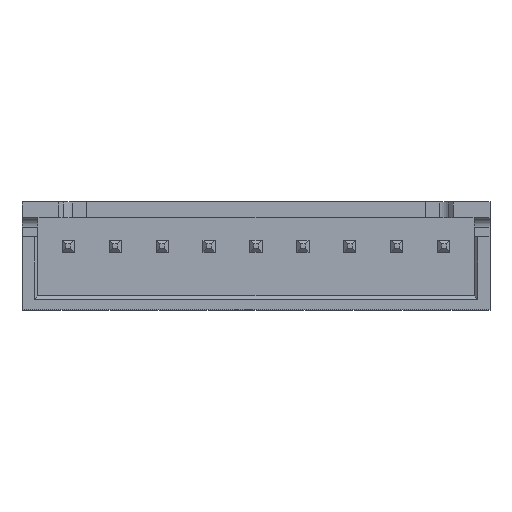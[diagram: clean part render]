
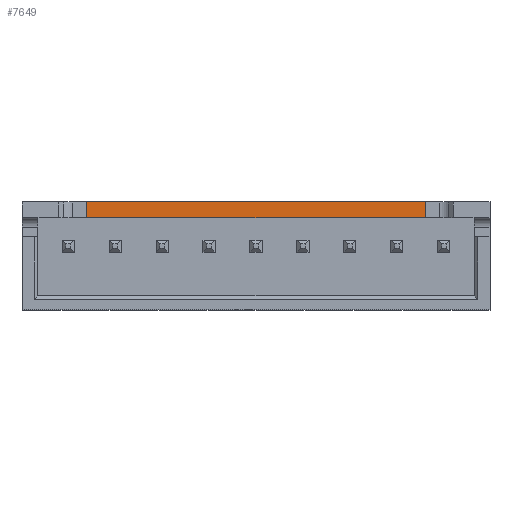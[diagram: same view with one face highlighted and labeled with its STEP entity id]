
A CAD part, top view. The second image highlights one B-rep face of the part: STEP entity #7649.
In plain terms, the highlighted planar face has unit normal (0, 0, 1).
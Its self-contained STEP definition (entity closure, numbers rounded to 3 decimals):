
#525 = PLANE('',#526);
#526 = AXIS2_PLACEMENT_3D('',#527,#528,#529);
#527 = CARTESIAN_POINT('',(22.45,1.5,7.));
#528 = DIRECTION('',(0.,-1.,0.));
#529 = DIRECTION('',(0.,0.,1.));
#579 = PLANE('',#580);
#580 = AXIS2_PLACEMENT_3D('',#581,#582,#583);
#581 = CARTESIAN_POINT('',(22.45,2.35,0.));
#582 = DIRECTION('',(0.,-1.,0.));
#583 = DIRECTION('',(-1.,0.,0.));
#2375 = VERTEX_POINT('',#2376);
#2376 = CARTESIAN_POINT('',(19.,2.35,7.));
#2390 = PLANE('',#2391);
#2391 = AXIS2_PLACEMENT_3D('',#2392,#2393,#2394);
#2392 = CARTESIAN_POINT('',(19.,2.35,7.));
#2393 = DIRECTION('',(1.,0.,0.));
#2394 = DIRECTION('',(0.,0.,-1.));
#2402 = EDGE_CURVE('',#2375,#2403,#2405,.T.);
#2403 = VERTEX_POINT('',#2404);
#2404 = CARTESIAN_POINT('',(1.,2.35,7.));
#2405 = SURFACE_CURVE('',#2406,(#2410,#2417),.PCURVE_S1.);
#2406 = LINE('',#2407,#2408);
#2407 = CARTESIAN_POINT('',(22.45,2.35,7.));
#2408 = VECTOR('',#2409,1.);
#2409 = DIRECTION('',(-1.,0.,0.));
#2410 = PCURVE('',#579,#2411);
#2411 = DEFINITIONAL_REPRESENTATION('',(#2412),#2416);
#2412 = LINE('',#2413,#2414);
#2413 = CARTESIAN_POINT('',(0.,-7.));
#2414 = VECTOR('',#2415,1.);
#2415 = DIRECTION('',(1.,0.));
#2416 = ( GEOMETRIC_REPRESENTATION_CONTEXT(2)
PARAMETRIC_REPRESENTATION_CONTEXT() REPRESENTATION_CONTEXT('2D SPACE',''
) );
#2417 = PCURVE('',#2418,#2423);
#2418 = PLANE('',#2419);
#2419 = AXIS2_PLACEMENT_3D('',#2420,#2421,#2422);
#2420 = CARTESIAN_POINT('',(22.45,2.35,7.));
#2421 = DIRECTION('',(0.,0.,-1.));
#2422 = DIRECTION('',(1.,0.,0.));
#2423 = DEFINITIONAL_REPRESENTATION('',(#2424),#2428);
#2424 = LINE('',#2425,#2426);
#2425 = CARTESIAN_POINT('',(0.,0.));
#2426 = VECTOR('',#2427,1.);
#2427 = DIRECTION('',(-1.,0.));
#2428 = ( GEOMETRIC_REPRESENTATION_CONTEXT(2)
PARAMETRIC_REPRESENTATION_CONTEXT() REPRESENTATION_CONTEXT('2D SPACE',''
) );
#2446 = PLANE('',#2447);
#2447 = AXIS2_PLACEMENT_3D('',#2448,#2449,#2450);
#2448 = CARTESIAN_POINT('',(1.,2.35,7.));
#2449 = DIRECTION('',(1.,0.,0.));
#2450 = DIRECTION('',(0.,0.,-1.));
#3732 = VERTEX_POINT('',#3733);
#3733 = CARTESIAN_POINT('',(19.,1.5,7.));
#3752 = EDGE_CURVE('',#3732,#3753,#3755,.T.);
#3753 = VERTEX_POINT('',#3754);
#3754 = CARTESIAN_POINT('',(1.,1.5,7.));
#3755 = SURFACE_CURVE('',#3756,(#3760,#3767),.PCURVE_S1.);
#3756 = LINE('',#3757,#3758);
#3757 = CARTESIAN_POINT('',(22.45,1.5,7.));
#3758 = VECTOR('',#3759,1.);
#3759 = DIRECTION('',(-1.,0.,0.));
#3760 = PCURVE('',#525,#3761);
#3761 = DEFINITIONAL_REPRESENTATION('',(#3762),#3766);
#3762 = LINE('',#3763,#3764);
#3763 = CARTESIAN_POINT('',(0.,0.));
#3764 = VECTOR('',#3765,1.);
#3765 = DIRECTION('',(0.,1.));
#3766 = ( GEOMETRIC_REPRESENTATION_CONTEXT(2)
PARAMETRIC_REPRESENTATION_CONTEXT() REPRESENTATION_CONTEXT('2D SPACE',''
) );
#3767 = PCURVE('',#2418,#3768);
#3768 = DEFINITIONAL_REPRESENTATION('',(#3769),#3773);
#3769 = LINE('',#3770,#3771);
#3770 = CARTESIAN_POINT('',(0.,0.85));
#3771 = VECTOR('',#3772,1.);
#3772 = DIRECTION('',(-1.,0.));
#3773 = ( GEOMETRIC_REPRESENTATION_CONTEXT(2)
PARAMETRIC_REPRESENTATION_CONTEXT() REPRESENTATION_CONTEXT('2D SPACE',''
) );
#7627 = EDGE_CURVE('',#2403,#3753,#7628,.T.);
#7628 = SURFACE_CURVE('',#7629,(#7633,#7640),.PCURVE_S1.);
#7629 = LINE('',#7630,#7631);
#7630 = CARTESIAN_POINT('',(1.,2.35,7.));
#7631 = VECTOR('',#7632,1.);
#7632 = DIRECTION('',(0.,-1.,0.));
#7633 = PCURVE('',#2446,#7634);
#7634 = DEFINITIONAL_REPRESENTATION('',(#7635),#7639);
#7635 = LINE('',#7636,#7637);
#7636 = CARTESIAN_POINT('',(0.,0.));
#7637 = VECTOR('',#7638,1.);
#7638 = DIRECTION('',(0.,-1.));
#7639 = ( GEOMETRIC_REPRESENTATION_CONTEXT(2)
PARAMETRIC_REPRESENTATION_CONTEXT() REPRESENTATION_CONTEXT('2D SPACE',''
) );
#7640 = PCURVE('',#2418,#7641);
#7641 = DEFINITIONAL_REPRESENTATION('',(#7642),#7646);
#7642 = LINE('',#7643,#7644);
#7643 = CARTESIAN_POINT('',(-21.45,0.));
#7644 = VECTOR('',#7645,1.);
#7645 = DIRECTION('',(0.,1.));
#7646 = ( GEOMETRIC_REPRESENTATION_CONTEXT(2)
PARAMETRIC_REPRESENTATION_CONTEXT() REPRESENTATION_CONTEXT('2D SPACE',''
) );
#7649 = ADVANCED_FACE('',(#7650),#2418,.F.);
#7650 = FACE_BOUND('',#7651,.F.);
#7651 = EDGE_LOOP('',(#7652,#7653,#7674,#7675));
#7652 = ORIENTED_EDGE('',*,*,#2402,.F.);
#7653 = ORIENTED_EDGE('',*,*,#7654,.T.);
#7654 = EDGE_CURVE('',#2375,#3732,#7655,.T.);
#7655 = SURFACE_CURVE('',#7656,(#7660,#7667),.PCURVE_S1.);
#7656 = LINE('',#7657,#7658);
#7657 = CARTESIAN_POINT('',(19.,2.35,7.));
#7658 = VECTOR('',#7659,1.);
#7659 = DIRECTION('',(0.,-1.,0.));
#7660 = PCURVE('',#2418,#7661);
#7661 = DEFINITIONAL_REPRESENTATION('',(#7662),#7666);
#7662 = LINE('',#7663,#7664);
#7663 = CARTESIAN_POINT('',(-3.45,0.));
#7664 = VECTOR('',#7665,1.);
#7665 = DIRECTION('',(0.,1.));
#7666 = ( GEOMETRIC_REPRESENTATION_CONTEXT(2)
PARAMETRIC_REPRESENTATION_CONTEXT() REPRESENTATION_CONTEXT('2D SPACE',''
) );
#7667 = PCURVE('',#2390,#7668);
#7668 = DEFINITIONAL_REPRESENTATION('',(#7669),#7673);
#7669 = LINE('',#7670,#7671);
#7670 = CARTESIAN_POINT('',(0.,0.));
#7671 = VECTOR('',#7672,1.);
#7672 = DIRECTION('',(0.,-1.));
#7673 = ( GEOMETRIC_REPRESENTATION_CONTEXT(2)
PARAMETRIC_REPRESENTATION_CONTEXT() REPRESENTATION_CONTEXT('2D SPACE',''
) );
#7674 = ORIENTED_EDGE('',*,*,#3752,.T.);
#7675 = ORIENTED_EDGE('',*,*,#7627,.F.);
